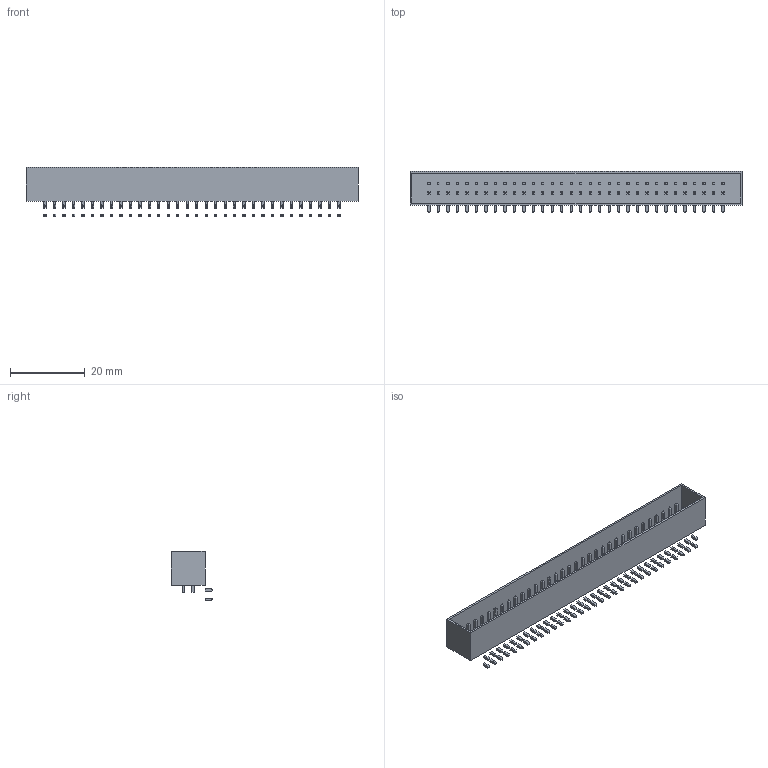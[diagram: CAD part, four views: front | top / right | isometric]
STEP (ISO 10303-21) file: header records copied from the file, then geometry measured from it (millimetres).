
FILE_DESCRIPTION (( 'STEP AP214' ), '1' );
FILE_NAME ( 'SHDRRA64W64P254_32X2_8888X910H900.step', '2020-12-03T10:20:21', ( '' ), ( '' ), 'Part was generated with the free Library Expert Lite available at www.PCBLibraries.com. Removing line will violate the End User License Agreement.', '©2017 PCB Libraries, Inc.', '' );
FILE_SCHEMA (( 'AUTOMOTIVE_DESIGN' ));
Length unit declared in the file: millimetre
Products named in the file (1): SHDRRA64W64P254_32X2_8888X910H900
Bounding box: 88.88 x 11 x 13.12 mm (x, y, z)
Volume: 1504 mm3; surface area: 6815 mm2
Topology: 129 solids, 129 shells, 1291 faces, 2584 edges, 1552 vertices
Faces by surface type: plane 1291
Entity records: 36089 total; most frequent: CARTESIAN_POINT 5428, DIRECTION 5168, ORIENTED_EDGE 5168, VECTOR 2584, LINE 2584, EDGE_CURVE 2584, VERTEX_POINT 1552, STYLED_ITEM 1421
